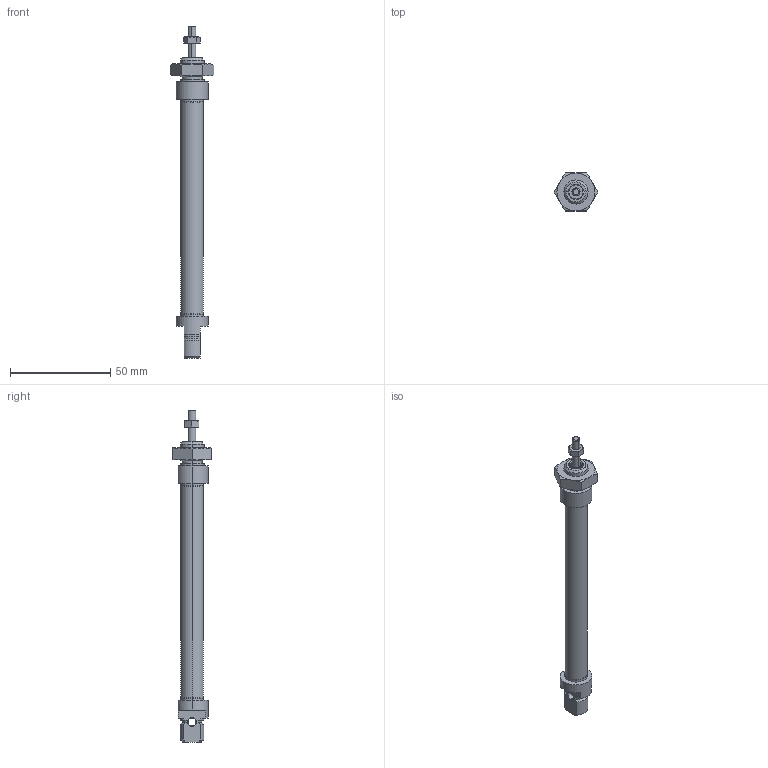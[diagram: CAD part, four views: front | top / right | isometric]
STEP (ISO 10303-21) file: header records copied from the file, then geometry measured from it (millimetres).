
FILE_DESCRIPTION (( 'STEP AP203' ), '1' );
FILE_NAME ('MADE0MN0100080.step', '2022-03-16T07:46:23', ( '' ), ( '' ), 'SwSTEP 2.0', 'SolidWorks 2021', '' );
FILE_SCHEMA (( 'CONFIG_CONTROL_DESIGN' ));
Length unit declared in the file: millimetre
Products named in the file (1): MADE0MN0100080
Bounding box: 21.94 x 19 x 166 mm (x, y, z)
Volume: 11861.2 mm3; surface area: 16105.9 mm2
Topology: 15 solids, 15 shells, 392 faces, 883 edges, 543 vertices
Faces by surface type: cylinder 128, cone 114, plane 110, torus 40
Entity records: 11366 total; most frequent: CARTESIAN_POINT 2269, DIRECTION 2053, ORIENTED_EDGE 1762, EDGE_CURVE 881, AXIS2_PLACEMENT_3D 865, VERTEX_POINT 543, CIRCLE 472, EDGE_LOOP 448
